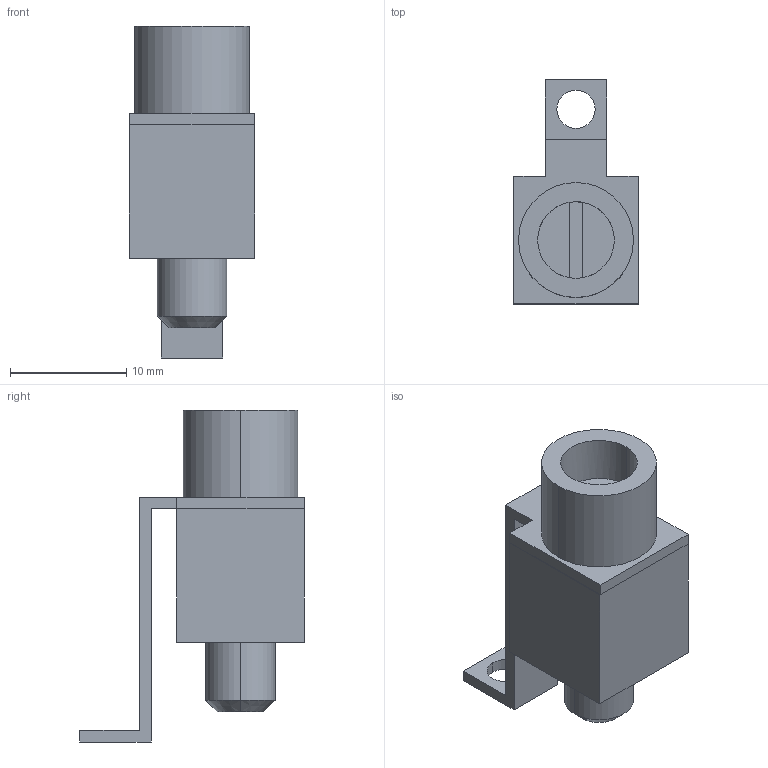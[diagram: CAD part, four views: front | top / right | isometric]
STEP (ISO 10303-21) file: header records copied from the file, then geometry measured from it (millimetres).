
FILE_DESCRIPTION(('Creo Elements/Direct Modeling STEP Export'),'2;1');
FILE_NAME('model.stp','2020-03-04T 0:15:34',(''),(''),'Creo Elements/Direct Modeling STEP processor for AP214 (Solid Model)','Creo Elements/Direct Modeling 20.1A 29-Sep-2018 (C) Parametric Technology GmbH','');
FILE_SCHEMA(('AUTOMOTIVE_DESIGN { 1 0 10303 214 1 1 1 1 }'));
Length unit declared in the file: millimetre
Products named in the file (2): STL-35_5-SELECT
Assembly tree (1 placements, depth 2):
  STL-35_5-SELECT
    STL-35_5-SELECT
Bounding box: 10.8 x 19.35 x 28.6 mm (x, y, z)
Volume: 2216.1 mm3; surface area: 1574.2 mm2
Topology: 1 solids, 1 shells, 38 faces, 93 edges, 60 vertices
Faces by surface type: plane 28, cylinder 8, cone 2
Entity records: 1370 total; most frequent: ORIENTED_EDGE 186, CARTESIAN_POINT 173, DIRECTION 161, EDGE_CURVE 93, VECTOR 65, LINE 65, VERTEX_POINT 60, AXIS2_PLACEMENT_3D 48
